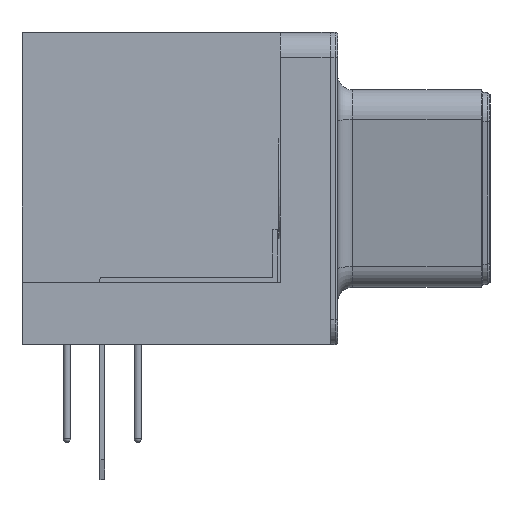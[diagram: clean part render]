
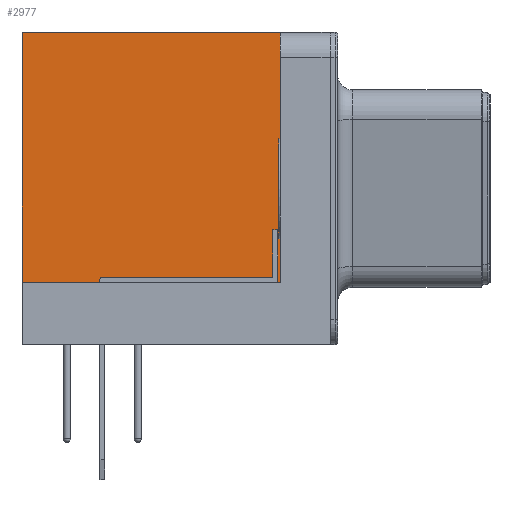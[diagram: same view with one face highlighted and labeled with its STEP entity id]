
A CAD part, left-side view. The second image highlights one B-rep face of the part: STEP entity #2977.
In plain terms, the highlighted planar face has unit normal (-1, 0, 0).
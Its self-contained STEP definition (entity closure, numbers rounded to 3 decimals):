
#29=DIRECTION('',(0.,1.,0.));
#45=DIRECTION('',(0.,0.,1.));
#52=DIRECTION('',(1.,0.,0.));
#188=DIRECTION('',(0.,1.,0.));
#2158=VECTOR('',#45,1.);
#2537=VECTOR('',#188,1.);
#2551=VERTEX_POINT('',#2552);
#2552=CARTESIAN_POINT('',(-23.795,1.8,12.5));
#2555=ORIENTED_EDGE('',*,*,#2556,.F.);
#2556=EDGE_CURVE('',#2557,#2551,#2559,.T.);
#2557=VERTEX_POINT('',#2558);
#2558=CARTESIAN_POINT('',(-23.795,-8.54,12.5));
#2559=LINE('',#2560,#2561);
#2560=CARTESIAN_POINT('',(-23.795,-9.54,12.5));
#2561=VECTOR('',#29,1.);
#2942=VERTEX_POINT('',#2943);
#2943=CARTESIAN_POINT('',(-23.795,-8.54,2.5));
#2947=EDGE_CURVE('',#2942,#2557,#2948,.T.);
#2948=LINE('',#2943,#2158);
#2977=ADVANCED_FACE('',(#2978),#2990,.F.);
#2978=FACE_BOUND('',#2979,.F.);
#2979=EDGE_LOOP('',(#2980,#2981,#2986,#2555));
#2980=ORIENTED_EDGE('',*,*,#2947,.F.);
#2981=ORIENTED_EDGE('',*,*,#2982,.T.);
#2982=EDGE_CURVE('',#2942,#2983,#2985,.T.);
#2983=VERTEX_POINT('',#2984);
#2984=CARTESIAN_POINT('',(-23.795,1.8,2.5));
#2985=LINE('',#2943,#2537);
#2986=ORIENTED_EDGE('',*,*,#2987,.T.);
#2987=EDGE_CURVE('',#2983,#2551,#2988,.T.);
#2988=LINE('',#2989,#2158);
#2989=CARTESIAN_POINT('',(-23.795,1.8,4.375));
#2990=PLANE('',#2991);
#2991=AXIS2_PLACEMENT_3D('',#2943,#52,#45);
